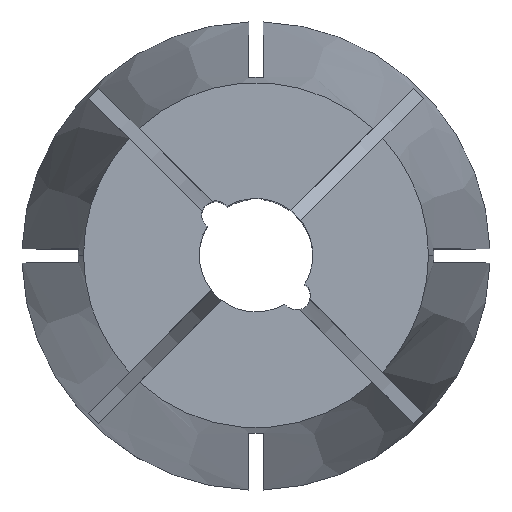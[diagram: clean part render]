
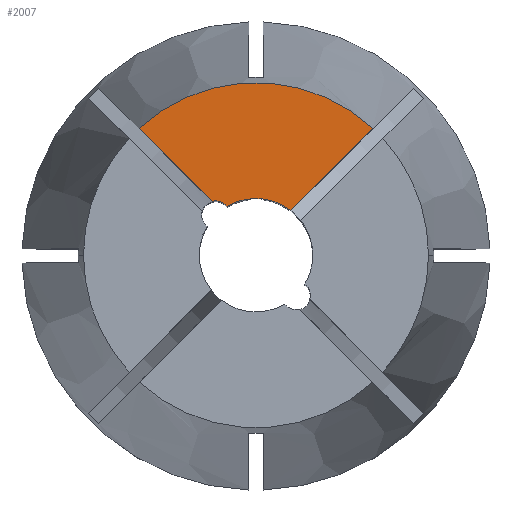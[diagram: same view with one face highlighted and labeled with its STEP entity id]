
A CAD part, top view. The second image highlights one B-rep face of the part: STEP entity #2007.
In plain terms, the highlighted planar face has unit normal (0, 0, 1).
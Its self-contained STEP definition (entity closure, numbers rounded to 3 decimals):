
#19 = CARTESIAN_POINT ( 'NONE',  ( -2.038, 3.442, 0. ) ) ;
#21 = EDGE_CURVE ( 'NONE', #599, #578, #803, .T. ) ;
#60 = VERTEX_POINT ( 'NONE', #361 ) ;
#97 = CIRCLE ( 'NONE', #557, 1. ) ;
#134 = VECTOR ( 'NONE', #1267, 1000. ) ;
#160 = DIRECTION ( 'NONE',  ( 1., 0., 0. ) ) ;
#286 = AXIS2_PLACEMENT_3D ( 'NONE', #975, #2144, #1145 ) ;
#355 = CARTESIAN_POINT ( 'NONE',  ( -2.828, 2.828, 0. ) ) ;
#361 = CARTESIAN_POINT ( 'NONE',  ( -8.236, 8.943, 0. ) ) ;
#396 = DIRECTION ( 'NONE',  ( 0.707, -0.707, 0. ) ) ;
#443 = ORIENTED_EDGE ( 'NONE', *, *, #1175, .F. ) ;
#557 = AXIS2_PLACEMENT_3D ( 'NONE', #355, #1366, #1880 ) ;
#578 = VERTEX_POINT ( 'NONE', #19 ) ;
#582 = LINE ( 'NONE', #1114, #134 ) ;
#588 = CARTESIAN_POINT ( 'NONE',  ( 8.236, 8.943, 0. ) ) ;
#599 = VERTEX_POINT ( 'NONE', #2079 ) ;
#618 = CARTESIAN_POINT ( 'NONE',  ( 0., 0., 0. ) ) ;
#701 = EDGE_CURVE ( 'NONE', #60, #1849, #1893, .T. ) ;
#765 = VERTEX_POINT ( 'NONE', #588 ) ;
#801 = DIRECTION ( 'NONE',  ( 1., 0., 0. ) ) ;
#803 = CIRCLE ( 'NONE', #1861, 4. ) ;
#814 = AXIS2_PLACEMENT_3D ( 'NONE', #618, #1787, #801 ) ;
#915 = EDGE_LOOP ( 'NONE', ( #1330, #443, #1871, #936, #1488 ) ) ;
#936 = ORIENTED_EDGE ( 'NONE', *, *, #2211, .T. ) ;
#975 = CARTESIAN_POINT ( 'NONE',  ( 0., 0., 0. ) ) ;
#1114 = CARTESIAN_POINT ( 'NONE',  ( -0.354, 0.354, 0. ) ) ;
#1130 = CARTESIAN_POINT ( 'NONE',  ( 0.354, 0.354, 0. ) ) ;
#1142 = FACE_OUTER_BOUND ( 'NONE', #915, .T. ) ;
#1145 = DIRECTION ( 'NONE',  ( -1., 0., 0. ) ) ;
#1174 = CARTESIAN_POINT ( 'NONE',  ( -3.087, 3.794, 0. ) ) ;
#1175 = EDGE_CURVE ( 'NONE', #578, #1849, #97, .T. ) ;
#1232 = CIRCLE ( 'NONE', #814, 12.158 ) ;
#1267 = DIRECTION ( 'NONE',  ( 0.707, 0.707, 0. ) ) ;
#1305 = VECTOR ( 'NONE', #396, 1000. ) ;
#1330 = ORIENTED_EDGE ( 'NONE', *, *, #701, .T. ) ;
#1366 = DIRECTION ( 'NONE',  ( 0., 0., 1. ) ) ;
#1488 = ORIENTED_EDGE ( 'NONE', *, *, #1773, .T. ) ;
#1624 = PLANE ( 'NONE',  #286 ) ;
#1697 = CARTESIAN_POINT ( 'NONE',  ( 0., 0., 0. ) ) ;
#1773 = EDGE_CURVE ( 'NONE', #765, #60, #1232, .T. ) ;
#1787 = DIRECTION ( 'NONE',  ( 0., 0., 1. ) ) ;
#1849 = VERTEX_POINT ( 'NONE', #1174 ) ;
#1861 = AXIS2_PLACEMENT_3D ( 'NONE', #1697, #2056, #160 ) ;
#1871 = ORIENTED_EDGE ( 'NONE', *, *, #21, .F. ) ;
#1880 = DIRECTION ( 'NONE',  ( -1., 0., 0. ) ) ;
#1893 = LINE ( 'NONE', #1130, #1305 ) ;
#2007 = ADVANCED_FACE ( 'NONE', ( #1142 ), #1624, .F. ) ;
#2056 = DIRECTION ( 'NONE',  ( 0., 0., 1. ) ) ;
#2079 = CARTESIAN_POINT ( 'NONE',  ( 2.453, 3.16, 0. ) ) ;
#2144 = DIRECTION ( 'NONE',  ( 0., 0., -1. ) ) ;
#2211 = EDGE_CURVE ( 'NONE', #599, #765, #582, .T. ) ;
